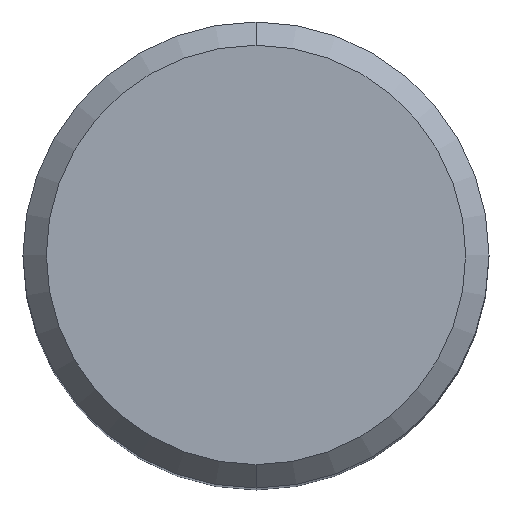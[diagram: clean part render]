
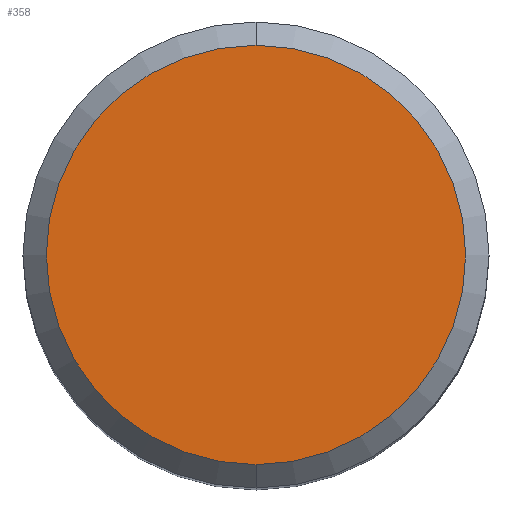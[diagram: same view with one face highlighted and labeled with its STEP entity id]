
A CAD part, top view. The second image highlights one B-rep face of the part: STEP entity #358.
In plain terms, the highlighted planar face has unit normal (0, 0, 1).
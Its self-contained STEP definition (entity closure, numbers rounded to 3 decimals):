
#336=EDGE_CURVE('',#708,#380,#921,.T.);
#358=ADVANCED_FACE('',(#944),#945,.T.);
#380=VERTEX_POINT('',#970);
#708=VERTEX_POINT('',#1327);
#792=EDGE_CURVE('',#380,#708,#1420,.T.);
#921=CIRCLE('',#1598,9.0);
#944=FACE_OUTER_BOUND('',#1678,.T.);
#945=PLANE('',#1679);
#970=CARTESIAN_POINT('',(0.0,9.0,0.0));
#1327=CARTESIAN_POINT('',(0.,-9.0,0.0));
#1420=CIRCLE('',#5688,9.0);
#1598=AXIS2_PLACEMENT_3D('',#8073,#8074,#8075);
#1678=EDGE_LOOP('',(#8093,#8094));
#1679=AXIS2_PLACEMENT_3D('',#8095,#8096,#8097);
#5688=AXIS2_PLACEMENT_3D('',#8608,#8609,#8610);
#8073=CARTESIAN_POINT('',(0.0,0.0,0.0));
#8074=DIRECTION('',(0.0,0.0,-1.0));
#8075=DIRECTION('',(0.0,1.0,0.0));
#8093=ORIENTED_EDGE('',*,*,#792,.F.);
#8094=ORIENTED_EDGE('',*,*,#336,.F.);
#8095=CARTESIAN_POINT('',(0.0,4.5,0.0));
#8096=DIRECTION('',(-0.0,0.0,1.0));
#8097=DIRECTION('',(0.0,-1.0,0.0));
#8608=CARTESIAN_POINT('',(0.0,0.0,0.0));
#8609=DIRECTION('',(0.0,0.0,-1.0));
#8610=DIRECTION('',(0.0,1.0,0.0));
